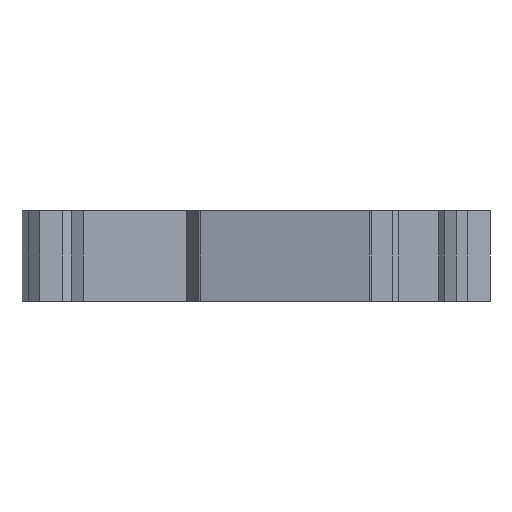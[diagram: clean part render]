
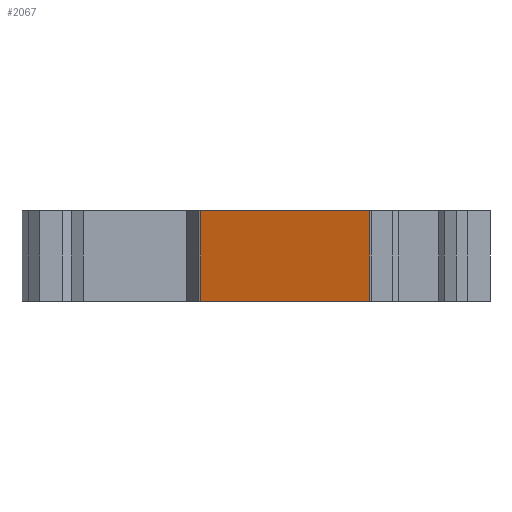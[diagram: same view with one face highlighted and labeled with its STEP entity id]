
A CAD part, front view. The second image highlights one B-rep face of the part: STEP entity #2067.
In plain terms, the highlighted free-form (B-spline) face has degree [1, 1] with [2, 2] control points.
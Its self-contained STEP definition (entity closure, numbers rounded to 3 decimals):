
#716=CARTESIAN_POINT('',(41.659,24.254,-8.2));
#717=VERTEX_POINT('',#716);
#724=CARTESIAN_POINT('',(41.659,24.254,0.));
#725=VERTEX_POINT('',#724);
#726=CARTESIAN_POINT('',(41.659,24.254,0.));
#727=CARTESIAN_POINT('',(41.659,24.254,-8.2));
#728=B_SPLINE_CURVE_WITH_KNOTS('',1,(#726,#727),.POLYLINE_FORM.,.F.,.U.,(2,2),(0.,1.),.UNSPECIFIED.);
#729=EDGE_CURVE('',#725,#717,#728,.T.);
#755=CARTESIAN_POINT('',(57.025,20.079,0.));
#756=VERTEX_POINT('',#755);
#765=CARTESIAN_POINT('',(57.025,20.079,-8.2));
#766=VERTEX_POINT('',#765);
#767=CARTESIAN_POINT('',(57.025,20.079,0.));
#768=CARTESIAN_POINT('',(57.025,20.079,-8.2));
#769=B_SPLINE_CURVE_WITH_KNOTS('',1,(#767,#768),.POLYLINE_FORM.,.F.,.U.,(2,2),(0.,1.),.UNSPECIFIED.);
#770=EDGE_CURVE('',#756,#766,#769,.T.);
#1881=CARTESIAN_POINT('',(57.024,20.08,-8.2));
#1882=VERTEX_POINT('',#1881);
#1883=CARTESIAN_POINT('',(57.025,20.079,-8.2));
#1884=CARTESIAN_POINT('',(57.025,20.08,-8.2));
#1885=CARTESIAN_POINT('',(57.024,20.08,-8.2));
#1886=(BOUNDED_CURVE()B_SPLINE_CURVE(2,(#1883,#1884,#1885),.CIRCULAR_ARC.,.F.,.U.)B_SPLINE_CURVE_WITH_KNOTS((3,3),(0.179,0.181),.UNSPECIFIED.)CURVE()GEOMETRIC_REPRESENTATION_ITEM()RATIONAL_B_SPLINE_CURVE((0.914,0.914,0.913))REPRESENTATION_ITEM(''));
#1887=EDGE_CURVE('',#766,#1882,#1886,.T.);
#1889=CARTESIAN_POINT('',(41.659,24.254,-8.2));
#1890=CARTESIAN_POINT('',(57.024,20.08,-8.2));
#1891=B_SPLINE_CURVE_WITH_KNOTS('',1,(#1889,#1890),.POLYLINE_FORM.,.F.,.U.,(2,2),(0.,1.),.UNSPECIFIED.);
#1892=EDGE_CURVE('',#717,#1882,#1891,.T.);
#1911=CARTESIAN_POINT('',(57.024,20.08,0.));
#1912=VERTEX_POINT('',#1911);
#1913=CARTESIAN_POINT('',(41.659,24.254,0.));
#1914=CARTESIAN_POINT('',(57.024,20.08,0.));
#1915=B_SPLINE_CURVE_WITH_KNOTS('',1,(#1913,#1914),.POLYLINE_FORM.,.F.,.U.,(2,2),(0.,1.),.UNSPECIFIED.);
#1916=EDGE_CURVE('',#725,#1912,#1915,.T.);
#1918=CARTESIAN_POINT('',(57.024,20.08,0.));
#1919=CARTESIAN_POINT('',(57.025,20.079,0.));
#1920=CARTESIAN_POINT('',(57.025,20.079,0.));
#1921=(BOUNDED_CURVE()B_SPLINE_CURVE(2,(#1918,#1919,#1920),.CIRCULAR_ARC.,.F.,.U.)B_SPLINE_CURVE_WITH_KNOTS((3,3),(0.82,0.821),.UNSPECIFIED.)CURVE()GEOMETRIC_REPRESENTATION_ITEM()RATIONAL_B_SPLINE_CURVE((0.914,0.914,0.914))REPRESENTATION_ITEM(''));
#1922=EDGE_CURVE('',#1912,#756,#1921,.T.);
#2054=CARTESIAN_POINT('',(41.659,24.254,0.));
#2055=CARTESIAN_POINT('',(41.659,24.254,-8.2));
#2056=CARTESIAN_POINT('',(57.025,20.079,0.));
#2057=CARTESIAN_POINT('',(57.025,20.079,-8.2));
#2058=B_SPLINE_SURFACE_WITH_KNOTS('',1,1,((#2054,#2055),(#2056,#2057)),.PLANE_SURF.,.F.,.F.,.U.,(2,2),(2,2),(0.,1.),(0.,1.),.UNSPECIFIED.);
#2059=ORIENTED_EDGE('',*,*,#1916,.T.);
#2060=ORIENTED_EDGE('',*,*,#1922,.T.);
#2061=ORIENTED_EDGE('',*,*,#770,.T.);
#2062=ORIENTED_EDGE('',*,*,#1887,.T.);
#2063=ORIENTED_EDGE('',*,*,#1892,.F.);
#2064=ORIENTED_EDGE('',*,*,#729,.F.);
#2065=EDGE_LOOP('',(#2059,#2060,#2061,#2062,#2063,#2064));
#2066=FACE_OUTER_BOUND('',#2065,.F.);
#2067=ADVANCED_FACE('',(#2066),#2058,.F.);
